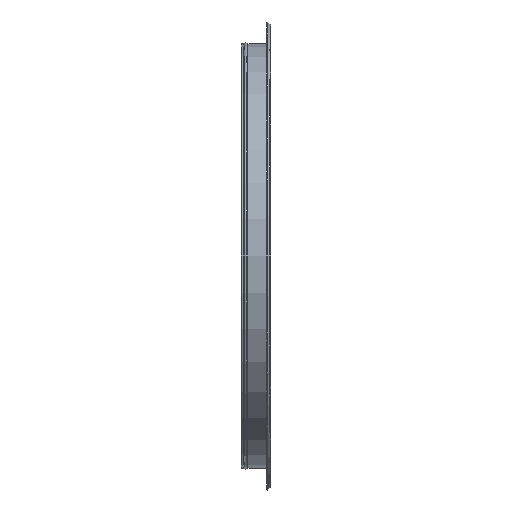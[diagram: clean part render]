
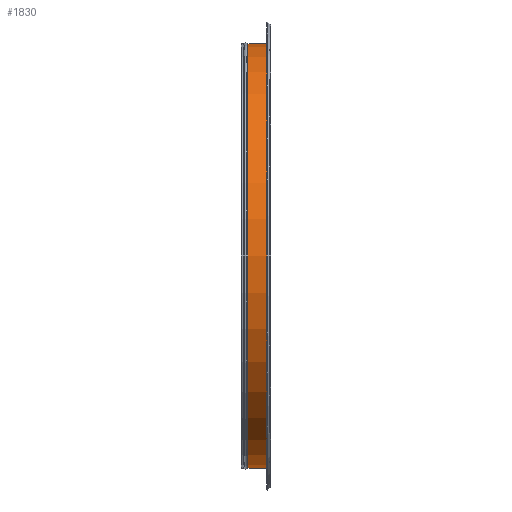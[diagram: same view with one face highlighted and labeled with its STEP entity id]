
A CAD part, front view. The second image highlights one B-rep face of the part: STEP entity #1830.
In plain terms, the highlighted cylindrical face has radius 566.5 mm (diameter 1133 mm), a partial arc.
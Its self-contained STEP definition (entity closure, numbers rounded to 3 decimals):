
#21 = CIRCLE ( 'NONE', #1706, 566.5 ) ;
#386 = CARTESIAN_POINT ( 'NONE',  ( 18.614, 0., 0. ) ) ;
#395 = EDGE_CURVE ( 'NONE', #458, #2311, #1750, .T. ) ;
#458 = VERTEX_POINT ( 'NONE', #980 ) ;
#527 = EDGE_CURVE ( 'NONE', #458, #2126, #21, .T. ) ;
#653 = DIRECTION ( 'NONE',  ( 0., 0., 1. ) ) ;
#659 = EDGE_CURVE ( 'NONE', #2126, #1318, #998, .T. ) ;
#704 = AXIS2_PLACEMENT_3D ( 'NONE', #386, #746, #1911 ) ;
#729 = CYLINDRICAL_SURFACE ( 'NONE', #1859, 566.5 ) ;
#746 = DIRECTION ( 'NONE',  ( -1., 0., 0. ) ) ;
#787 = CIRCLE ( 'NONE', #704, 566.5 ) ;
#791 = CARTESIAN_POINT ( 'NONE',  ( 18.614, 0., 566.5 ) ) ;
#795 = ORIENTED_EDGE ( 'NONE', *, *, #659, .T. ) ;
#980 = CARTESIAN_POINT ( 'NONE',  ( 74., 0., -566.5 ) ) ;
#998 = LINE ( 'NONE', #1098, #1304 ) ;
#1083 = DIRECTION ( 'NONE',  ( -1., 0., 0. ) ) ;
#1098 = CARTESIAN_POINT ( 'NONE',  ( 0., 0., 566.5 ) ) ;
#1304 = VECTOR ( 'NONE', #1868, 1000. ) ;
#1318 = VERTEX_POINT ( 'NONE', #791 ) ;
#1355 = DIRECTION ( 'NONE',  ( -1., 0., 0. ) ) ;
#1366 = CARTESIAN_POINT ( 'NONE',  ( 0., 0., 0. ) ) ;
#1443 = EDGE_LOOP ( 'NONE', ( #1772, #2086, #795, #1846 ) ) ;
#1620 = DIRECTION ( 'NONE',  ( -1., 0., 0. ) ) ;
#1706 = AXIS2_PLACEMENT_3D ( 'NONE', #2211, #1620, #653 ) ;
#1750 = LINE ( 'NONE', #2254, #2308 ) ;
#1772 = ORIENTED_EDGE ( 'NONE', *, *, #395, .F. ) ;
#1830 = ADVANCED_FACE ( 'NONE', ( #2415 ), #729, .T. ) ;
#1846 = ORIENTED_EDGE ( 'NONE', *, *, #2024, .F. ) ;
#1859 = AXIS2_PLACEMENT_3D ( 'NONE', #1366, #1355, #1938 ) ;
#1868 = DIRECTION ( 'NONE',  ( -1., 0., 0. ) ) ;
#1911 = DIRECTION ( 'NONE',  ( 0., 0., 1. ) ) ;
#1938 = DIRECTION ( 'NONE',  ( 0., 0., 1. ) ) ;
#2024 = EDGE_CURVE ( 'NONE', #2311, #1318, #787, .T. ) ;
#2086 = ORIENTED_EDGE ( 'NONE', *, *, #527, .T. ) ;
#2126 = VERTEX_POINT ( 'NONE', #2355 ) ;
#2211 = CARTESIAN_POINT ( 'NONE',  ( 74., 0., 0. ) ) ;
#2254 = CARTESIAN_POINT ( 'NONE',  ( 0., 0., -566.5 ) ) ;
#2308 = VECTOR ( 'NONE', #1083, 1000. ) ;
#2311 = VERTEX_POINT ( 'NONE', #2427 ) ;
#2355 = CARTESIAN_POINT ( 'NONE',  ( 74., 0., 566.5 ) ) ;
#2415 = FACE_OUTER_BOUND ( 'NONE', #1443, .T. ) ;
#2427 = CARTESIAN_POINT ( 'NONE',  ( 18.614, 0., -566.5 ) ) ;
